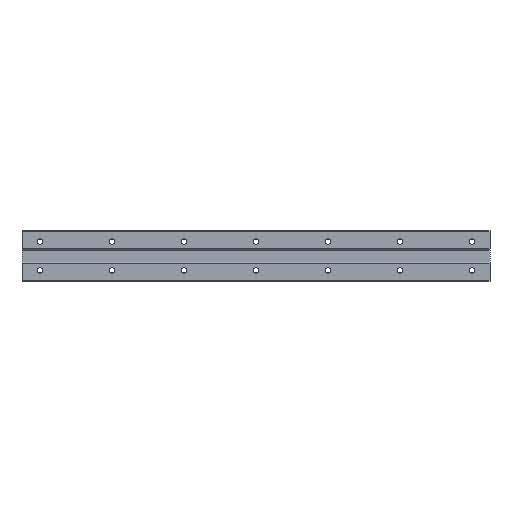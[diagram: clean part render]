
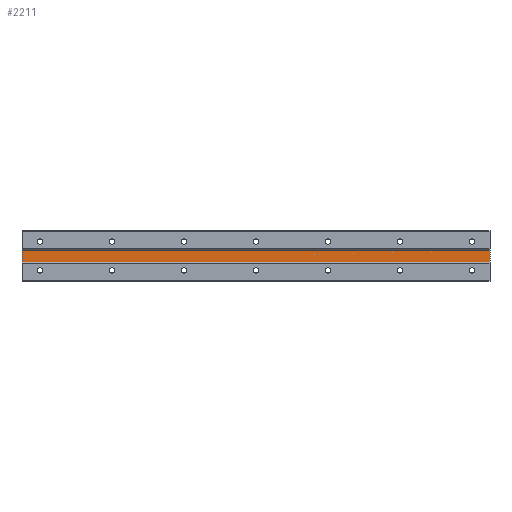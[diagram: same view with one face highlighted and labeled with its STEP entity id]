
A CAD part, front view. The second image highlights one B-rep face of the part: STEP entity #2211.
In plain terms, the highlighted planar face has unit normal (0, -1, 0).
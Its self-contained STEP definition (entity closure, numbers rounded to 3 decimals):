
#8 = VERTEX_POINT ( 'NONE', #1150 ) ;
#156 = DIRECTION ( 'NONE',  ( 0., 0., -1. ) ) ;
#160 = ORIENTED_EDGE ( 'NONE', *, *, #1292, .T. ) ;
#185 = VECTOR ( 'NONE', #2531, 1000. ) ;
#381 = CARTESIAN_POINT ( 'NONE',  ( 375., 1., 5. ) ) ;
#426 = CARTESIAN_POINT ( 'NONE',  ( 375., 1., 20.827 ) ) ;
#445 = VECTOR ( 'NONE', #3155, 1000. ) ;
#587 = DIRECTION ( 'NONE',  ( 0., 0., 1. ) ) ;
#607 = FACE_OUTER_BOUND ( 'NONE', #1060, .T. ) ;
#945 = LINE ( 'NONE', #1709, #185 ) ;
#1000 = EDGE_CURVE ( 'NONE', #2291, #2543, #945, .T. ) ;
#1015 = VECTOR ( 'NONE', #1171, 1000. ) ;
#1060 = EDGE_LOOP ( 'NONE', ( #1338, #1952, #1494, #160 ) ) ;
#1150 = CARTESIAN_POINT ( 'NONE',  ( 375., 1., -5. ) ) ;
#1171 = DIRECTION ( 'NONE',  ( -1., 0., 0. ) ) ;
#1185 = VERTEX_POINT ( 'NONE', #2105 ) ;
#1194 = LINE ( 'NONE', #426, #3315 ) ;
#1292 = EDGE_CURVE ( 'NONE', #2543, #1185, #2119, .T. ) ;
#1338 = ORIENTED_EDGE ( 'NONE', *, *, #2540, .F. ) ;
#1494 = ORIENTED_EDGE ( 'NONE', *, *, #1000, .T. ) ;
#1510 = AXIS2_PLACEMENT_3D ( 'NONE', #381, #1628, #587 ) ;
#1628 = DIRECTION ( 'NONE',  ( 0., 1., 0. ) ) ;
#1641 = PLANE ( 'NONE',  #1510 ) ;
#1679 = CARTESIAN_POINT ( 'NONE',  ( -15., 1., 5. ) ) ;
#1709 = CARTESIAN_POINT ( 'NONE',  ( 375., 1., 5. ) ) ;
#1866 = CARTESIAN_POINT ( 'NONE',  ( -15., 1., 20.827 ) ) ;
#1937 = CARTESIAN_POINT ( 'NONE',  ( 375., 1., -5. ) ) ;
#1952 = ORIENTED_EDGE ( 'NONE', *, *, #2906, .F. ) ;
#1999 = CARTESIAN_POINT ( 'NONE',  ( 375., 1., 5. ) ) ;
#2105 = CARTESIAN_POINT ( 'NONE',  ( -15., 1., -5. ) ) ;
#2119 = LINE ( 'NONE', #1866, #445 ) ;
#2211 = ADVANCED_FACE ( 'NONE', ( #607 ), #1641, .F. ) ;
#2213 = LINE ( 'NONE', #1937, #1015 ) ;
#2291 = VERTEX_POINT ( 'NONE', #1999 ) ;
#2531 = DIRECTION ( 'NONE',  ( -1., 0., 0. ) ) ;
#2540 = EDGE_CURVE ( 'NONE', #8, #1185, #2213, .T. ) ;
#2543 = VERTEX_POINT ( 'NONE', #1679 ) ;
#2906 = EDGE_CURVE ( 'NONE', #2291, #8, #1194, .T. ) ;
#3155 = DIRECTION ( 'NONE',  ( 0., 0., -1. ) ) ;
#3315 = VECTOR ( 'NONE', #156, 1000. ) ;
